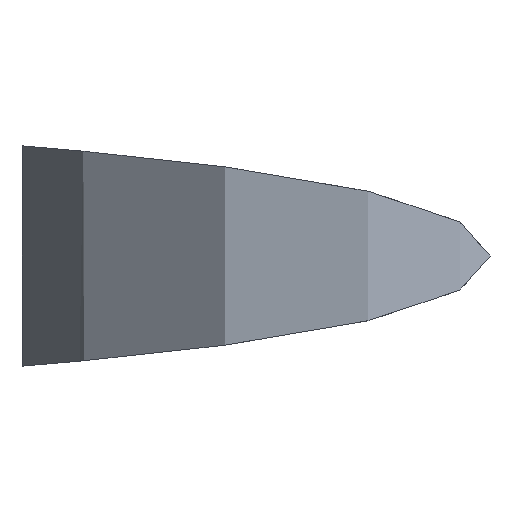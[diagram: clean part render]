
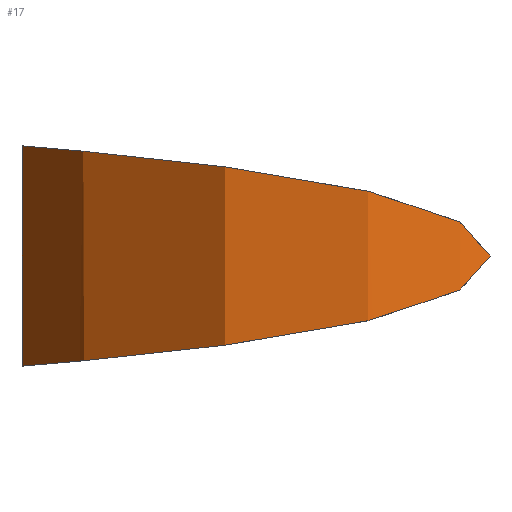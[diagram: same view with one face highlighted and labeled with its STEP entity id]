
A CAD part, front view. The second image highlights one B-rep face of the part: STEP entity #17.
In plain terms, the highlighted cylindrical face has radius 6 mm (diameter 12 mm), a partial arc.
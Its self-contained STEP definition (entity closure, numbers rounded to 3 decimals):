
#17 = ADVANCED_FACE('',(#18),#48,.T.);
#18 = FACE_BOUND('',#19,.T.);
#19 = EDGE_LOOP('',(#20));
#20 = ORIENTED_EDGE('',*,*,#21,.T.);
#21 = EDGE_CURVE('',#22,#22,#24,.T.);
#22 = VERTEX_POINT('',#23);
#23 = CARTESIAN_POINT('',(2.497,-5.456,0.));
#24 = SURFACE_CURVE('',#25,(#47),.PCURVE_S1.);
#25 = B_SPLINE_CURVE_WITH_KNOTS('',1,(#26,#27,#28,#29,#30,#31,#32,#33,
    #34,#35,#36,#37,#38,#39,#40,#41,#42,#43,#44,#45,#46),.UNSPECIFIED.,
  .T.,.F.,(2,1,1,1,1,1,1,1,1,1,1,1,1,1,1,1,1,1,1,1,2),(0.,0.314
    ,0.628,0.942,1.257,1.571,
    1.885,2.199,2.513,2.827,
    3.142,3.456,3.77,4.084,
    4.398,4.712,5.027,5.341,
    5.655,5.969,6.283),
  .PIECEWISE_BEZIER_KNOTS.);
#26 = CARTESIAN_POINT('',(2.497,-5.456,0.));
#27 = CARTESIAN_POINT('',(1.952,-5.674,0.618)
  );
#28 = CARTESIAN_POINT('',(0.283,-5.993,1.176)
  );
#29 = CARTESIAN_POINT('',(-2.31,-5.537,1.618)
  );
#30 = CARTESIAN_POINT('',(-4.89,-3.477,1.902)
  );
#31 = CARTESIAN_POINT('',(-6.,0.,2.));
#32 = CARTESIAN_POINT('',(-4.89,3.477,1.902)
  );
#33 = CARTESIAN_POINT('',(-2.31,5.537,1.618)
  );
#34 = CARTESIAN_POINT('',(0.283,5.993,1.176)
  );
#35 = CARTESIAN_POINT('',(1.952,5.674,0.618));
#36 = CARTESIAN_POINT('',(2.497,5.456,
    0.));
#37 = CARTESIAN_POINT('',(1.952,5.674,-0.618)
  );
#38 = CARTESIAN_POINT('',(0.283,5.993,-1.176)
  );
#39 = CARTESIAN_POINT('',(-2.31,5.537,-1.618)
  );
#40 = CARTESIAN_POINT('',(-4.89,3.477,-1.902)
  );
#41 = CARTESIAN_POINT('',(-6.,0.,-2.));
#42 = CARTESIAN_POINT('',(-4.89,-3.477,-1.902
    ));
#43 = CARTESIAN_POINT('',(-2.31,-5.537,-1.618
    ));
#44 = CARTESIAN_POINT('',(0.283,-5.993,-1.176
    ));
#45 = CARTESIAN_POINT('',(1.952,-5.674,-0.618)
  );
#46 = CARTESIAN_POINT('',(2.497,-5.456,
    0.));
#47 = PCURVE('',#48,#53);
#48 = CYLINDRICAL_SURFACE('',#49,6.);
#49 = AXIS2_PLACEMENT_3D('',#50,#51,#52);
#50 = CARTESIAN_POINT('',(0.,0.,0.));
#51 = DIRECTION('',(0.,0.,1.));
#52 = DIRECTION('',(1.,0.,0.));
#53 = DEFINITIONAL_REPRESENTATION('',(#54),#62);
#54 = ( BOUNDED_CURVE() B_SPLINE_CURVE(2,(#55,#56,#57,#58,#59,#60,#61),
.UNSPECIFIED.,.T.,.F.) B_SPLINE_CURVE_WITH_KNOTS((1,2,2,2,2,1),(
    -2.094,0.,2.094,4.189,6.283,
8.378),.UNSPECIFIED.) CURVE() GEOMETRIC_REPRESENTATION_ITEM() 
RATIONAL_B_SPLINE_CURVE((1.,0.5,1.,0.5,1.,0.5,1.)) REPRESENTATION_ITEM(
  '') );
#55 = CARTESIAN_POINT('',(5.142,0.));
#56 = CARTESIAN_POINT('',(5.142,3.464));
#57 = CARTESIAN_POINT('',(2.142,1.732));
#58 = CARTESIAN_POINT('',(-0.858,0.));
#59 = CARTESIAN_POINT('',(2.142,-1.732));
#60 = CARTESIAN_POINT('',(5.142,-3.464));
#61 = CARTESIAN_POINT('',(5.142,0.));
#62 = ( GEOMETRIC_REPRESENTATION_CONTEXT(2) 
PARAMETRIC_REPRESENTATION_CONTEXT() REPRESENTATION_CONTEXT('2D SPACE',''
  ) );
